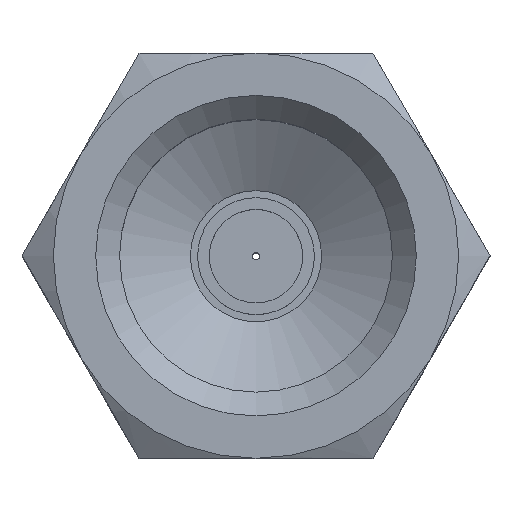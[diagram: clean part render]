
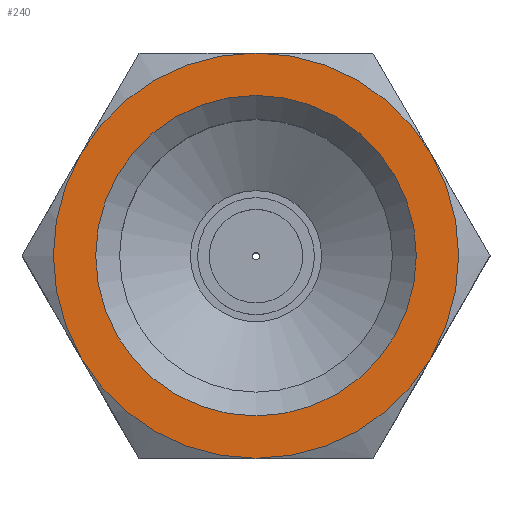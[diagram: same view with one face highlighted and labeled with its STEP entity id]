
A CAD part, top view. The second image highlights one B-rep face of the part: STEP entity #240.
In plain terms, the highlighted planar face has unit normal (0, 0, 1).
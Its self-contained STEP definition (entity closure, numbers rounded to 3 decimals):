
#123=CARTESIAN_POINT('',(6.723,0.,26.0));
#124=VERTEX_POINT('',#123);
#125=CARTESIAN_POINT('',(0.,0.,26.0));
#126=DIRECTION('',(0.0,0.0,1.0));
#127=DIRECTION('',(-1.0,0.0,0.0));
#128=AXIS2_PLACEMENT_3D('',#125,#126,#127);
#129=CIRCLE('',#128,6.723);
#130=EDGE_CURVE('',#124,#124,#129,.T.);
#176=CARTESIAN_POINT('',(0.,0.,26.0));
#177=DIRECTION('',(0.0,0.0,1.0));
#178=DIRECTION('',(1.0,0.0,0.0));
#179=AXIS2_PLACEMENT_3D('',#176,#177,#178);
#180=PLANE('',#179);
#181=CARTESIAN_POINT('',(-7.361,-4.25,26.0));
#182=VERTEX_POINT('',#181);
#183=CARTESIAN_POINT('',(0.0,-8.5,26.0));
#184=VERTEX_POINT('',#183);
#185=CARTESIAN_POINT('',(0.0,0.0,26.0));
#186=DIRECTION('',(0.0,0.0,1.0));
#187=DIRECTION('',(0.0,-1.0,0.0));
#188=AXIS2_PLACEMENT_3D('',#185,#186,#187);
#189=CIRCLE('',#188,8.5);
#190=EDGE_CURVE('',#182,#184,#189,.T.);
#191=ORIENTED_EDGE('',*,*,#190,.T.);
#192=CARTESIAN_POINT('',(7.361,-4.25,26.0));
#193=VERTEX_POINT('',#192);
#194=CARTESIAN_POINT('',(0.0,0.0,26.0));
#195=DIRECTION('',(0.0,0.0,1.0));
#196=DIRECTION('',(0.0,-1.0,0.0));
#197=AXIS2_PLACEMENT_3D('',#194,#195,#196);
#198=CIRCLE('',#197,8.5);
#199=EDGE_CURVE('',#184,#193,#198,.T.);
#200=ORIENTED_EDGE('',*,*,#199,.T.);
#201=CARTESIAN_POINT('',(7.361,4.25,26.0));
#202=VERTEX_POINT('',#201);
#203=CARTESIAN_POINT('',(0.0,0.0,26.0));
#204=DIRECTION('',(0.0,0.0,1.0));
#205=DIRECTION('',(0.0,-1.0,0.0));
#206=AXIS2_PLACEMENT_3D('',#203,#204,#205);
#207=CIRCLE('',#206,8.5);
#208=EDGE_CURVE('',#193,#202,#207,.T.);
#209=ORIENTED_EDGE('',*,*,#208,.T.);
#210=CARTESIAN_POINT('',(0.0,8.5,26.0));
#211=VERTEX_POINT('',#210);
#212=CARTESIAN_POINT('',(0.0,0.0,26.0));
#213=DIRECTION('',(0.0,0.0,1.0));
#214=DIRECTION('',(0.0,-1.0,0.0));
#215=AXIS2_PLACEMENT_3D('',#212,#213,#214);
#216=CIRCLE('',#215,8.5);
#217=EDGE_CURVE('',#202,#211,#216,.T.);
#218=ORIENTED_EDGE('',*,*,#217,.T.);
#219=CARTESIAN_POINT('',(-7.361,4.25,26.0));
#220=VERTEX_POINT('',#219);
#221=CARTESIAN_POINT('',(0.0,0.0,26.0));
#222=DIRECTION('',(0.0,0.0,1.0));
#223=DIRECTION('',(0.0,-1.0,0.0));
#224=AXIS2_PLACEMENT_3D('',#221,#222,#223);
#225=CIRCLE('',#224,8.5);
#226=EDGE_CURVE('',#211,#220,#225,.T.);
#227=ORIENTED_EDGE('',*,*,#226,.T.);
#228=CARTESIAN_POINT('',(0.0,0.0,26.0));
#229=DIRECTION('',(0.0,0.0,1.0));
#230=DIRECTION('',(0.0,-1.0,0.0));
#231=AXIS2_PLACEMENT_3D('',#228,#229,#230);
#232=CIRCLE('',#231,8.5);
#233=EDGE_CURVE('',#220,#182,#232,.T.);
#234=ORIENTED_EDGE('',*,*,#233,.T.);
#235=EDGE_LOOP('',(#191,#200,#209,#218,#227,#234));
#236=FACE_OUTER_BOUND('',#235,.T.);
#237=ORIENTED_EDGE('',*,*,#130,.F.);
#238=EDGE_LOOP('',(#237));
#239=FACE_BOUND('',#238,.T.);
#240=ADVANCED_FACE('',(#236,#239),#180,.T.);
